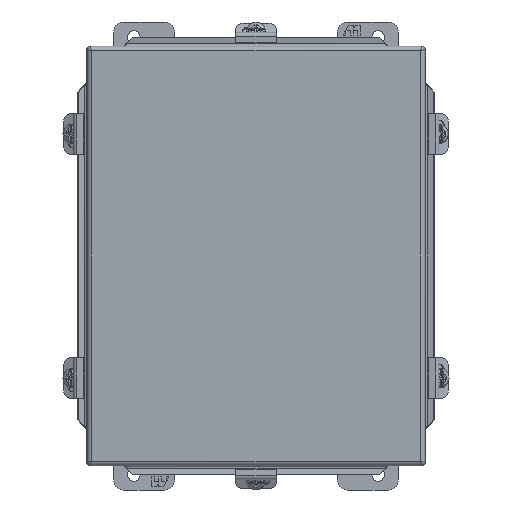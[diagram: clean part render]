
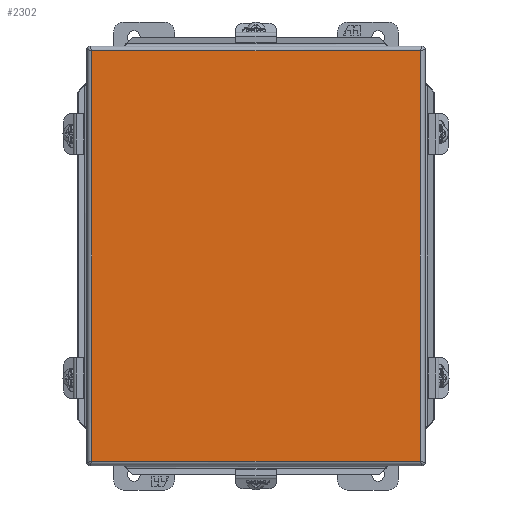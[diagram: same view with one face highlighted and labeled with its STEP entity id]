
A CAD part, front view. The second image highlights one B-rep face of the part: STEP entity #2302.
In plain terms, the highlighted planar face has unit normal (0, -1, 0).
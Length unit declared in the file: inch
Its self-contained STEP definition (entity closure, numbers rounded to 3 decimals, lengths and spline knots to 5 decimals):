
#384 = LINE ( 'NONE', #42938, #43828 ) ;
#1834 = VERTEX_POINT ( 'NONE', #16114 ) ;
#2302 = ADVANCED_FACE ( 'NONE', ( #14476 ), #26264, .T. ) ;
#2328 = EDGE_CURVE ( 'NONE', #34443, #44415, #384, .T. ) ;
#4972 = DIRECTION ( 'NONE',  ( 0., 0., 1. ) ) ;
#5284 = DIRECTION ( 'NONE',  ( 0., 0., -1. ) ) ;
#6580 = CARTESIAN_POINT ( 'NONE',  ( 4.0378, -4.20591, 5.0378 ) ) ;
#6631 = ORIENTED_EDGE ( 'NONE', *, *, #10890, .T. ) ;
#7996 = CARTESIAN_POINT ( 'NONE',  ( 0., -4.20591, -5.0378 ) ) ;
#8120 = ORIENTED_EDGE ( 'NONE', *, *, #36523, .T. ) ;
#9058 = LINE ( 'NONE', #14647, #24863 ) ;
#10890 = EDGE_CURVE ( 'NONE', #44415, #1834, #15649, .T. ) ;
#12536 = DIRECTION ( 'NONE',  ( -1., 0., 0. ) ) ;
#14476 = FACE_OUTER_BOUND ( 'NONE', #39886, .T. ) ;
#14647 = CARTESIAN_POINT ( 'NONE',  ( -4.0378, -4.20591, 0. ) ) ;
#15622 = DIRECTION ( 'NONE',  ( 0., -1., 0. ) ) ;
#15649 = LINE ( 'NONE', #44257, #35240 ) ;
#16114 = CARTESIAN_POINT ( 'NONE',  ( -4.0378, -4.20591, 5.0378 ) ) ;
#17772 = VERTEX_POINT ( 'NONE', #29908 ) ;
#18457 = DIRECTION ( 'NONE',  ( 0., 0., -1. ) ) ;
#19264 = ORIENTED_EDGE ( 'NONE', *, *, #2328, .T. ) ;
#19267 = CARTESIAN_POINT ( 'NONE',  ( 0., -4.20591, 0. ) ) ;
#21113 = EDGE_CURVE ( 'NONE', #17772, #34443, #24227, .T. ) ;
#22746 = AXIS2_PLACEMENT_3D ( 'NONE', #19267, #15622, #5284 ) ;
#24227 = LINE ( 'NONE', #7996, #32394 ) ;
#24863 = VECTOR ( 'NONE', #18457, 39.37008 ) ;
#26264 = PLANE ( 'NONE',  #22746 ) ;
#29216 = ORIENTED_EDGE ( 'NONE', *, *, #21113, .T. ) ;
#29908 = CARTESIAN_POINT ( 'NONE',  ( -4.0378, -4.20591, -5.0378 ) ) ;
#32335 = DIRECTION ( 'NONE',  ( 1., 0., 0. ) ) ;
#32394 = VECTOR ( 'NONE', #32335, 39.37008 ) ;
#34443 = VERTEX_POINT ( 'NONE', #42616 ) ;
#35240 = VECTOR ( 'NONE', #12536, 39.37008 ) ;
#36523 = EDGE_CURVE ( 'NONE', #1834, #17772, #9058, .T. ) ;
#39886 = EDGE_LOOP ( 'NONE', ( #19264, #6631, #8120, #29216 ) ) ;
#42616 = CARTESIAN_POINT ( 'NONE',  ( 4.0378, -4.20591, -5.0378 ) ) ;
#42938 = CARTESIAN_POINT ( 'NONE',  ( 4.0378, -4.20591, 5.15591 ) ) ;
#43828 = VECTOR ( 'NONE', #4972, 39.37008 ) ;
#44257 = CARTESIAN_POINT ( 'NONE',  ( -4.15591, -4.20591, 5.0378 ) ) ;
#44415 = VERTEX_POINT ( 'NONE', #6580 ) ;
